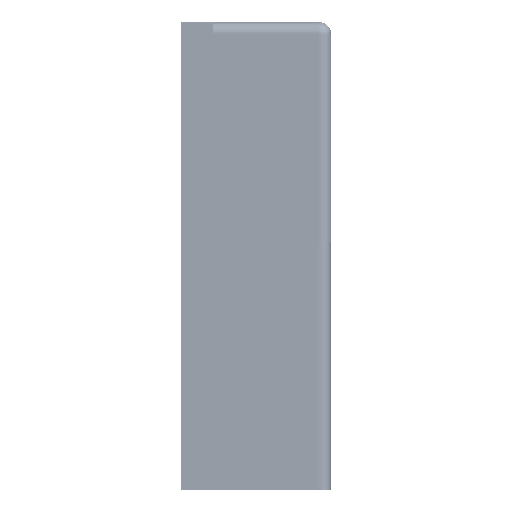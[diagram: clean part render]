
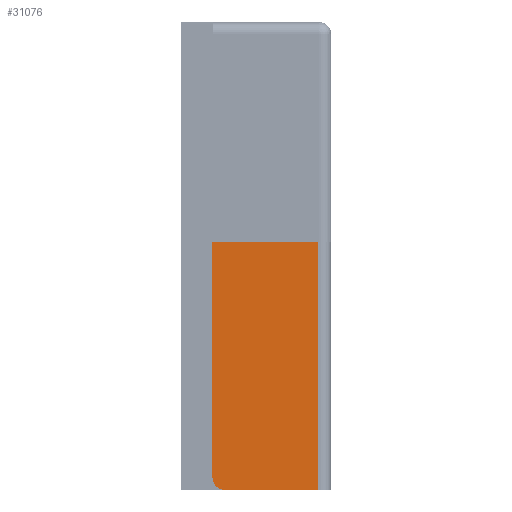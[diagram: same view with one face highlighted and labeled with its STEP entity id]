
A CAD part, left-side view. The second image highlights one B-rep face of the part: STEP entity #31076.
In plain terms, the highlighted planar face has unit normal (-1, 0, 0).
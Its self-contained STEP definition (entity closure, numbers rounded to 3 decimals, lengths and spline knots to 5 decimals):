
#2834=CIRCLE('',#33458,0.011);
#6072=ORIENTED_EDGE('',*,*,#13752,.T.);
#6073=ORIENTED_EDGE('',*,*,#13756,.T.);
#6074=ORIENTED_EDGE('',*,*,#13757,.F.);
#6075=ORIENTED_EDGE('',*,*,#13758,.F.);
#6076=ORIENTED_EDGE('',*,*,#13726,.T.);
#13726=EDGE_CURVE('',#17776,#17775,#20431,.T.);
#13752=EDGE_CURVE('',#17775,#17799,#20451,.T.);
#13756=EDGE_CURVE('',#17799,#17802,#2834,.T.);
#13757=EDGE_CURVE('',#17803,#17802,#20455,.T.);
#13758=EDGE_CURVE('',#17776,#17803,#20456,.T.);
#17775=VERTEX_POINT('',#56808);
#17776=VERTEX_POINT('',#56810);
#17799=VERTEX_POINT('',#56863);
#17802=VERTEX_POINT('',#56872);
#17803=VERTEX_POINT('',#56874);
#20431=LINE('',#56809,#23264);
#20451=LINE('',#56864,#23284);
#20455=LINE('',#56873,#23288);
#20456=LINE('',#56875,#23289);
#23264=VECTOR('',#37951,1.);
#23284=VECTOR('',#37993,1.);
#23288=VECTOR('',#38001,1.);
#23289=VECTOR('',#38002,1.);
#26091=EDGE_LOOP('',(#6072,#6073,#6074,#6075,#6076));
#28173=FACE_BOUND('',#26091,.T.);
#29846=PLANE('',#33457);
#31076=ADVANCED_FACE('',(#28173),#29846,.T.);
#33457=AXIS2_PLACEMENT_3D('',#56870,#37997,#37998);
#33458=AXIS2_PLACEMENT_3D('',#56871,#37999,#38000);
#37951=DIRECTION('',(0.,1.,0.));
#37993=DIRECTION('',(0.,0.,-1.));
#37997=DIRECTION('',(-1.,0.,0.));
#37998=DIRECTION('',(0.,0.,-1.));
#37999=DIRECTION('',(-1.,0.,0.));
#38000=DIRECTION('',(0.,0.,1.));
#38001=DIRECTION('',(0.,1.,0.));
#38002=DIRECTION('',(0.,0.,-1.));
#56808=CARTESIAN_POINT('',(0.,0.,-0.01));
#56809=CARTESIAN_POINT('',(0.,-0.106,-0.01));
#56810=CARTESIAN_POINT('',(0.,-0.095,-0.01));
#56863=CARTESIAN_POINT('',(0.,0.,-0.221));
#56864=CARTESIAN_POINT('',(0.,0.,-0.1085));
#56870=CARTESIAN_POINT('',(0.,-0.106,-0.1085));
#56871=CARTESIAN_POINT('',(0.,-0.011,-0.221));
#56872=CARTESIAN_POINT('',(0.,-0.011,-0.232));
#56873=CARTESIAN_POINT('',(0.,-0.106,-0.232));
#56874=CARTESIAN_POINT('',(0.,-0.095,-0.232));
#56875=CARTESIAN_POINT('',(0.,-0.095,-0.1085));
